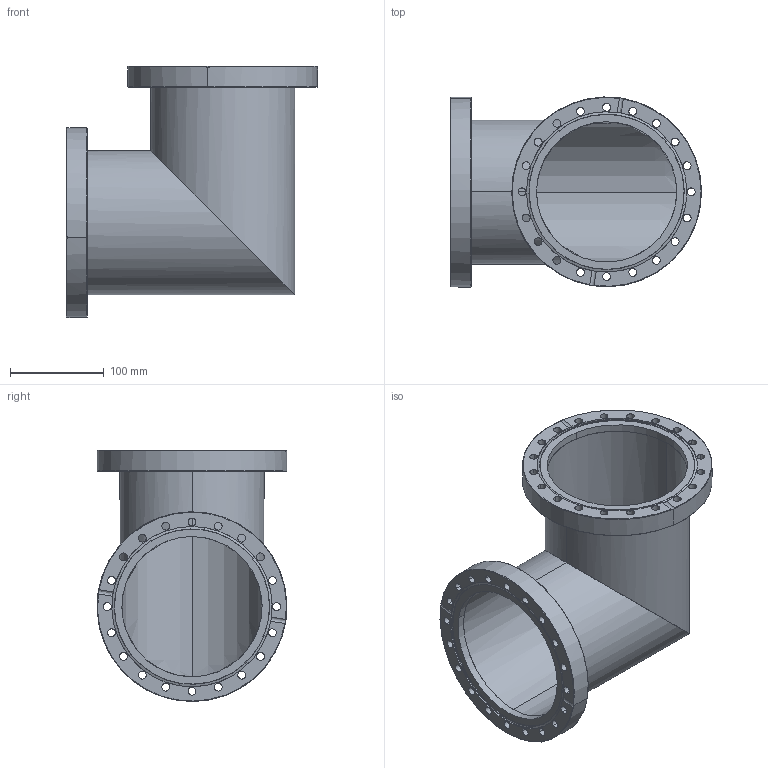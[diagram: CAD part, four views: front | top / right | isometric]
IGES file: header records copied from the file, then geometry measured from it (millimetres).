
Global section: file name: No Iges File Name specified; native system: AutoDesk Inventor R12.0; preprocessor: AutoDesk Inventor Iges Exporter R12.0; date: 20090423.135951; units: millimetre
Bounding box: 268.49 x 202.97 x 268.49 mm (x, y, z)
Volume: 858751.7 mm3; surface area: 432591.8 mm2
Topology: 4 solids, 4 shells, 142 faces, 380 edges, 248 vertices
Faces by surface type: bspline 82, revolution 22, plane 14, torus 12, cylinder 8, cone 4
